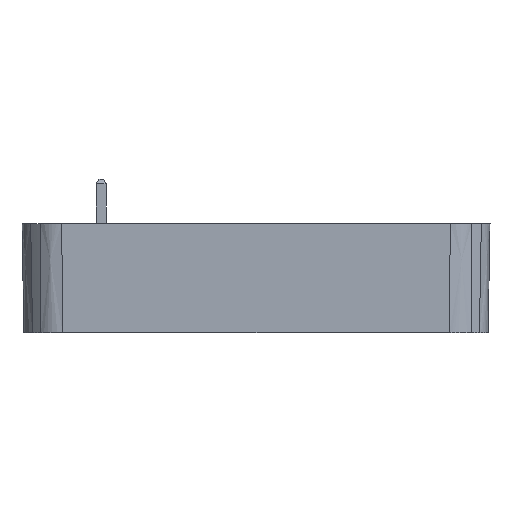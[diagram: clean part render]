
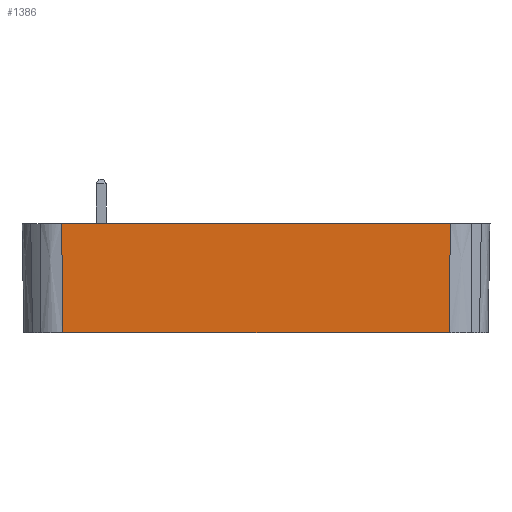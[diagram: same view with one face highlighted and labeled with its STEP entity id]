
A CAD part, front view. The second image highlights one B-rep face of the part: STEP entity #1386.
In plain terms, the highlighted planar face has unit normal (0, -1, -0.018).
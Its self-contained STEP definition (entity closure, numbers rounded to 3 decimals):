
#197 = CARTESIAN_POINT ( 'NONE',  ( -13.182, -14.878, 0. ) ) ;
#198 = PLANE ( 'NONE',  #1447 ) ;
#207 = DIRECTION ( 'NONE',  ( 0., -1., -0.017 ) ) ;
#208 = DIRECTION ( 'NONE',  ( 0., 0.017, -1. ) ) ;
#889 = CARTESIAN_POINT ( 'NONE',  ( -12.45, -15., 7. ) ) ;
#1109 = VECTOR ( 'NONE', #3838, 1000. ) ;
#1113 = LINE ( 'NONE', #3837, #1109 ) ;
#1314 = VECTOR ( 'NONE', #1808, 1000. ) ;
#1332 = LINE ( 'NONE', #1807, #1314 ) ;
#1354 = VERTEX_POINT ( 'NONE', #2254 ) ;
#1386 = ADVANCED_FACE ( 'NONE', ( #3990 ), #198, .T. ) ;
#1428 = VERTEX_POINT ( 'NONE', #3495 ) ;
#1447 = AXIS2_PLACEMENT_3D ( 'NONE', #197, #207, #208 ) ;
#1745 = CARTESIAN_POINT ( 'NONE',  ( -12.401, -14.878, 0. ) ) ;
#1779 = CARTESIAN_POINT ( 'NONE',  ( 12.401, -14.878, 0. ) ) ;
#1785 = CARTESIAN_POINT ( 'NONE',  ( -12.45, -15., 7. ) ) ;
#1786 = CARTESIAN_POINT ( 'NONE',  ( 12.409, -14.898, 1.168 ) ) ;
#1787 = CARTESIAN_POINT ( 'NONE',  ( 12.417, -14.919, 2.337 ) ) ;
#1788 = CARTESIAN_POINT ( 'NONE',  ( 12.425, -14.939, 3.505 ) ) ;
#1789 = CARTESIAN_POINT ( 'NONE',  ( 12.434, -14.959, 4.67 ) ) ;
#1790 = CARTESIAN_POINT ( 'NONE',  ( 12.442, -14.98, 5.835 ) ) ;
#1791 = CARTESIAN_POINT ( 'NONE',  ( 12.45, -15., 7. ) ) ;
#1793 = CARTESIAN_POINT ( 'NONE',  ( -12.442, -14.98, 5.835 ) ) ;
#1794 = CARTESIAN_POINT ( 'NONE',  ( -12.434, -14.959, 4.67 ) ) ;
#1795 = CARTESIAN_POINT ( 'NONE',  ( -12.425, -14.939, 3.505 ) ) ;
#1796 = CARTESIAN_POINT ( 'NONE',  ( -12.417, -14.919, 2.337 ) ) ;
#1797 = CARTESIAN_POINT ( 'NONE',  ( -12.409, -14.898, 1.168 ) ) ;
#1798 = CARTESIAN_POINT ( 'NONE',  ( -12.401, -14.878, 0. ) ) ;
#1807 = CARTESIAN_POINT ( 'NONE',  ( -13.182, -15., 7. ) ) ;
#1808 = DIRECTION ( 'NONE',  ( 1., 0., 0. ) ) ;
#2254 = CARTESIAN_POINT ( 'NONE',  ( 12.45, -15., 7. ) ) ;
#2555 = B_SPLINE_CURVE_WITH_KNOTS ( 'NONE', 3,
 ( #1779, #1786, #1787, #1788, #1789, #1790, #1791 ),
 .UNSPECIFIED., .F., .F.,
 ( 4, 3, 4 ),
 ( 0., 0.004, 0.007 ),
 .UNSPECIFIED. ) ;
#2556 = B_SPLINE_CURVE_WITH_KNOTS ( 'NONE', 3,
 ( #1785, #1793, #1794, #1795, #1796, #1797, #1798 ),
 .UNSPECIFIED., .F., .F.,
 ( 4, 3, 4 ),
 ( 0., 0.003, 0.007 ),
 .UNSPECIFIED. ) ;
#2664 = EDGE_CURVE ( 'NONE', #4101, #1428, #1113, .T. ) ;
#2667 = EDGE_CURVE ( 'NONE', #1428, #1354, #2555, .T. ) ;
#2668 = EDGE_CURVE ( 'NONE', #2916, #4101, #2556, .T. ) ;
#2670 = EDGE_CURVE ( 'NONE', #2916, #1354, #1332, .T. ) ;
#2916 = VERTEX_POINT ( 'NONE', #889 ) ;
#2989 = ORIENTED_EDGE ( 'NONE', *, *, #2670, .F. ) ;
#3131 = EDGE_LOOP ( 'NONE', ( #2989, #3258, #3257, #3303 ) ) ;
#3257 = ORIENTED_EDGE ( 'NONE', *, *, #2664, .T. ) ;
#3258 = ORIENTED_EDGE ( 'NONE', *, *, #2668, .T. ) ;
#3303 = ORIENTED_EDGE ( 'NONE', *, *, #2667, .T. ) ;
#3495 = CARTESIAN_POINT ( 'NONE',  ( 12.401, -14.878, 0. ) ) ;
#3837 = CARTESIAN_POINT ( 'NONE',  ( -13.182, -14.878, 0. ) ) ;
#3838 = DIRECTION ( 'NONE',  ( 1., 0., 0. ) ) ;
#3990 = FACE_OUTER_BOUND ( 'NONE', #3131, .T. ) ;
#4101 = VERTEX_POINT ( 'NONE', #1745 ) ;
